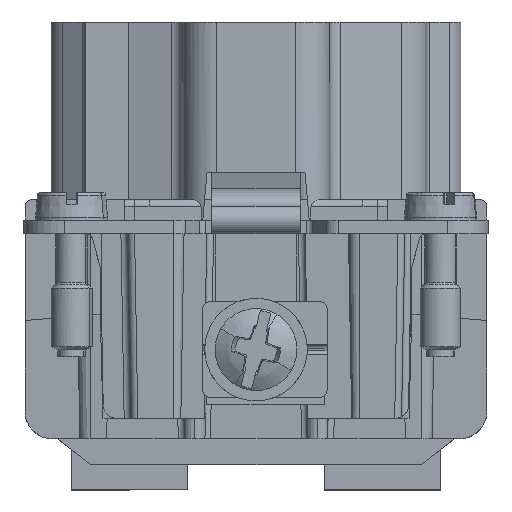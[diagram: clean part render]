
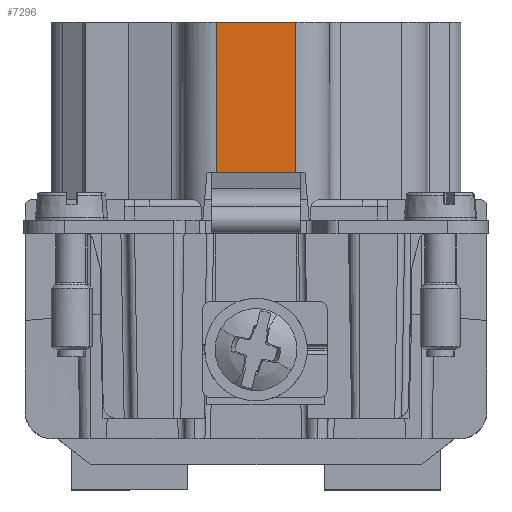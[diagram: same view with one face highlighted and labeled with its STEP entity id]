
A CAD part, front view. The second image highlights one B-rep face of the part: STEP entity #7296.
In plain terms, the highlighted planar face has unit normal (0, -1, 0).
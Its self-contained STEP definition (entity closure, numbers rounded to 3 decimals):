
#7283=AXIS2_PLACEMENT_3D('Plane Axis2P3D',#7280,#7281,#7282) ;
#3813=CARTESIAN_POINT('Line Origine',(14.1,2.5,27.15)) ;
#3817=CARTESIAN_POINT('Vertex',(14.1,2.5,34.25)) ;
#3819=CARTESIAN_POINT('Vertex',(14.1,2.5,23.25)) ;
#4551=CARTESIAN_POINT('Vertex',(19.9,2.5,34.25)) ;
#4554=CARTESIAN_POINT('Line Origine',(19.9,2.5,27.15)) ;
#4558=CARTESIAN_POINT('Vertex',(19.9,2.5,23.25)) ;
#7264=CARTESIAN_POINT('Line Origine',(17.,2.5,23.25)) ;
#7280=CARTESIAN_POINT('Axis2P3D Location',(19.9,2.5,33.05)) ;
#7285=CARTESIAN_POINT('Line Origine',(17.,2.5,34.25)) ;
#3814=DIRECTION('Vector Direction',(0.,0.,1.)) ;
#4555=DIRECTION('Vector Direction',(0.,0.,1.)) ;
#7265=DIRECTION('Vector Direction',(-1.,0.,0.)) ;
#7281=DIRECTION('Axis2P3D Direction',(0.,-1.,0.)) ;
#7282=DIRECTION('Axis2P3D XDirection',(-1.,0.,0.)) ;
#7286=DIRECTION('Vector Direction',(-1.,0.,0.)) ;
#3815=VECTOR('Line Direction',#3814,1.) ;
#4556=VECTOR('Line Direction',#4555,1.) ;
#7266=VECTOR('Line Direction',#7265,1.) ;
#7287=VECTOR('Line Direction',#7286,1.) ;
#7291=ORIENTED_EDGE('',*,*,#4560,.F.) ;
#7292=ORIENTED_EDGE('',*,*,#7289,.F.) ;
#7293=ORIENTED_EDGE('',*,*,#3821,.T.) ;
#7294=ORIENTED_EDGE('',*,*,#7268,.F.) ;
#7296=ADVANCED_FACE('Hauptk\X2\00F6\X0\rper',(#7295),#7284,.T.) ;
#3821=EDGE_CURVE('',#3818,#3820,#3816,.F.) ;
#4560=EDGE_CURVE('',#4552,#4559,#4557,.F.) ;
#7268=EDGE_CURVE('',#4559,#3820,#7267,.T.) ;
#7289=EDGE_CURVE('',#3818,#4552,#7288,.F.) ;
#7290=EDGE_LOOP('',(#7291,#7292,#7293,#7294)) ;
#7295=FACE_OUTER_BOUND('',#7290,.T.) ;
#3816=LINE('Line',#3813,#3815) ;
#4557=LINE('Line',#4554,#4556) ;
#7267=LINE('Line',#7264,#7266) ;
#7288=LINE('Line',#7285,#7287) ;
#7284=PLANE('',#7283) ;
#3818=VERTEX_POINT('',#3817) ;
#3820=VERTEX_POINT('',#3819) ;
#4552=VERTEX_POINT('',#4551) ;
#4559=VERTEX_POINT('',#4558) ;
